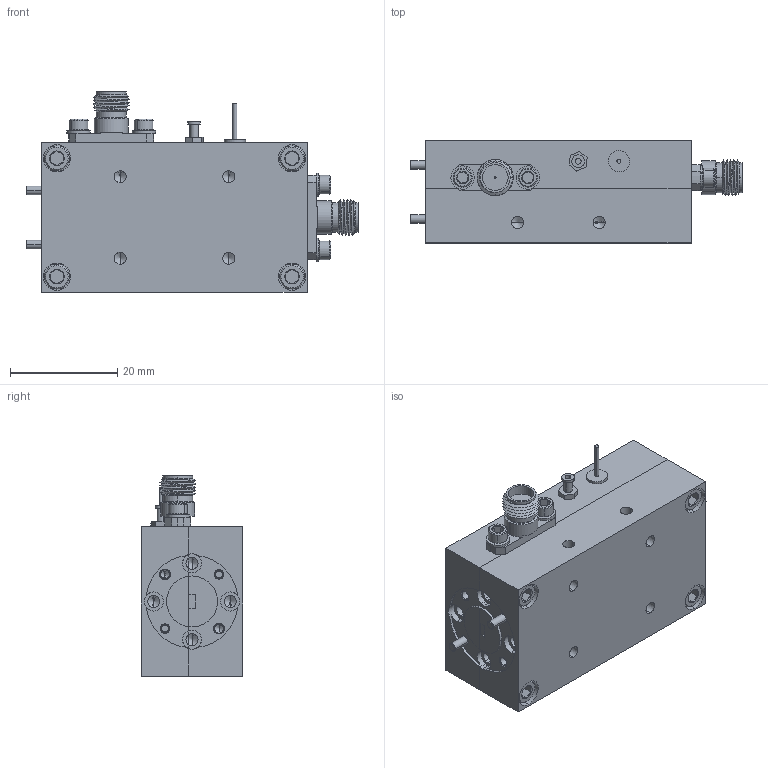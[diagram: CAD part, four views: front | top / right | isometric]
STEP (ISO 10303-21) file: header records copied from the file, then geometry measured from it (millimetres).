
FILE_DESCRIPTION (( 'STEP AP214' ), '1' );
FILE_NAME ('SR-SW-A-1, Defeatured.STEP', '2022-11-23T20:31:44', ( '' ), ( '' ), 'SwSTEP 2.0', 'SolidWorks 2021', '' );
FILE_SCHEMA (( 'AUTOMOTIVE_DESIGN' ));
Length unit declared in the file: inch
Products named in the file (1): SR-SW-A-1, Defeatured
Bounding box: 62.02 x 19.05 x 37.47 mm (x, y, z)
Volume: 26546.7 mm3; surface area: 13823.9 mm2
Topology: 25 solids, 25 shells, 644 faces, 1492 edges, 902 vertices
Faces by surface type: plane 254, cylinder 204, cone 178, torus 4, bspline 4
Entity records: 28041 total; most frequent: CARTESIAN_POINT 4879, DIRECTION 3118, ORIENTED_EDGE 2896, EDGE_CURVE 1448, AXIS2_PLACEMENT_3D 1205, VERTEX_POINT 902, EDGE_LOOP 714, LINE 708
